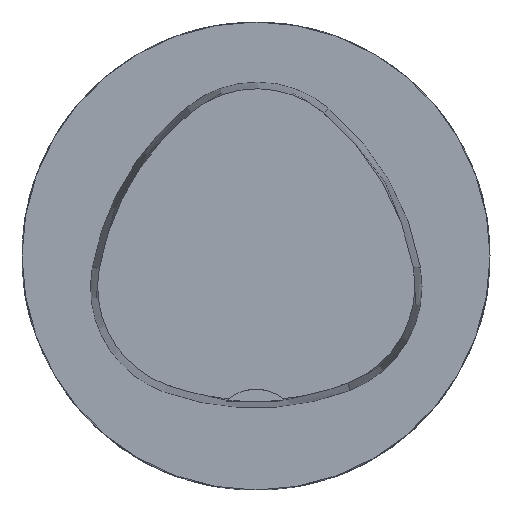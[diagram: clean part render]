
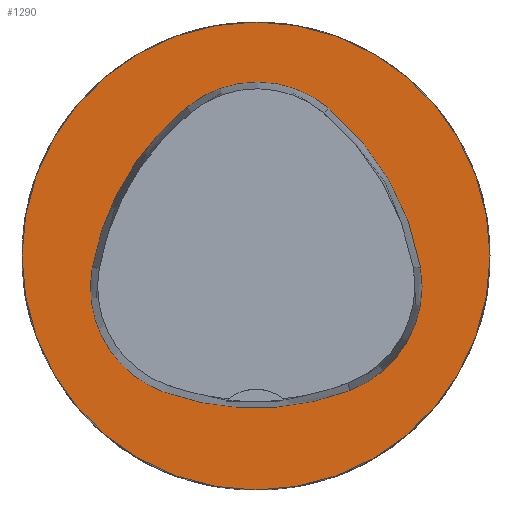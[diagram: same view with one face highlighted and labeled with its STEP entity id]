
A CAD part, top view. The second image highlights one B-rep face of the part: STEP entity #1290.
In plain terms, the highlighted planar face has unit normal (0, 0, 1).
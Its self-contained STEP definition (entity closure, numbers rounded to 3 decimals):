
#390=PLANE('',#3886);
#1290=ADVANCED_FACE('',(#1415,#1416),#390,.T.);
#1415=FACE_BOUND('',#1566,.T.);
#1416=FACE_BOUND('',#1567,.T.);
#1566=EDGE_LOOP('',(#2153,#2154,#2155,#2156,#2157,#2158));
#1567=EDGE_LOOP('',(#2159));
#2153=ORIENTED_EDGE('',*,*,#3246,.T.);
#2154=ORIENTED_EDGE('',*,*,#3244,.T.);
#2155=ORIENTED_EDGE('',*,*,#3242,.T.);
#2156=ORIENTED_EDGE('',*,*,#3240,.T.);
#2157=ORIENTED_EDGE('',*,*,#3238,.T.);
#2158=ORIENTED_EDGE('',*,*,#3236,.T.);
#2159=ORIENTED_EDGE('',*,*,#3264,.F.);
#2833=VERTEX_POINT('',#6717);
#2834=VERTEX_POINT('',#6719);
#2835=VERTEX_POINT('',#6723);
#2836=VERTEX_POINT('',#6727);
#2837=VERTEX_POINT('',#6731);
#2838=VERTEX_POINT('',#6735);
#2852=VERTEX_POINT('',#6780);
#3236=EDGE_CURVE('',#2834,#2833,#3549,.T.);
#3238=EDGE_CURVE('',#2835,#2834,#3550,.T.);
#3240=EDGE_CURVE('',#2836,#2835,#3551,.T.);
#3242=EDGE_CURVE('',#2837,#2836,#3552,.T.);
#3244=EDGE_CURVE('',#2838,#2837,#3553,.T.);
#3246=EDGE_CURVE('',#2833,#2838,#3554,.T.);
#3264=EDGE_CURVE('',#2852,#2852,#3558,.T.);
#3549=CIRCLE('',#3857,36.);
#3550=CIRCLE('',#3859,15.);
#3551=CIRCLE('',#3861,36.);
#3552=CIRCLE('',#3863,15.);
#3553=CIRCLE('',#3865,36.);
#3554=CIRCLE('',#3867,15.);
#3558=CIRCLE('',#3885,31.5);
#3857=AXIS2_PLACEMENT_3D('',#6718,#4479,#4480);
#3859=AXIS2_PLACEMENT_3D('',#6722,#4484,#4485);
#3861=AXIS2_PLACEMENT_3D('',#6726,#4489,#4490);
#3863=AXIS2_PLACEMENT_3D('',#6730,#4494,#4495);
#3865=AXIS2_PLACEMENT_3D('',#6734,#4499,#4500);
#3867=AXIS2_PLACEMENT_3D('',#6738,#4504,#4505);
#3885=AXIS2_PLACEMENT_3D('',#6779,#4550,#4551);
#3886=AXIS2_PLACEMENT_3D('',#6781,#4552,#4553);
#4479=DIRECTION('',(0.,0.,-1.));
#4480=DIRECTION('',(-1.,0.,0.));
#4484=DIRECTION('',(0.,0.,-1.));
#4485=DIRECTION('',(-1.,0.,0.));
#4489=DIRECTION('',(0.,0.,-1.));
#4490=DIRECTION('',(-1.,0.,0.));
#4494=DIRECTION('',(0.,0.,-1.));
#4495=DIRECTION('',(-1.,0.,0.));
#4499=DIRECTION('',(0.,0.,-1.));
#4500=DIRECTION('',(-1.,0.,0.));
#4504=DIRECTION('',(0.,0.,-1.));
#4505=DIRECTION('',(-1.,0.,0.));
#4550=DIRECTION('',(0.,0.,-1.));
#4551=DIRECTION('',(-1.,0.,0.));
#4552=DIRECTION('',(0.,0.,1.));
#4553=DIRECTION('',(1.,0.,0.));
#6717=CARTESIAN_POINT('',(-12.373,-18.307,0.));
#6718=CARTESIAN_POINT('',(-0.137,15.55,0.));
#6719=CARTESIAN_POINT('',(12.693,-18.087,0.));
#6722=CARTESIAN_POINT('',(7.347,-4.071,0.));
#6723=CARTESIAN_POINT('',(22.122,-1.48,0.));
#6726=CARTESIAN_POINT('',(-13.337,-7.7,0.));
#6727=CARTESIAN_POINT('',(9.779,19.898,0.));
#6730=CARTESIAN_POINT('',(0.148,8.399,0.));
#6731=CARTESIAN_POINT('',(-9.317,20.036,0.));
#6734=CARTESIAN_POINT('',(13.398,-7.893,0.));
#6735=CARTESIAN_POINT('',(-22.041,-1.562,0.));
#6738=CARTESIAN_POINT('',(-7.275,-4.2,0.));
#6779=CARTESIAN_POINT('',(0.,0.,0.));
#6780=CARTESIAN_POINT('',(-31.5,0.,0.));
#6781=CARTESIAN_POINT('',(0.,0.,0.));
